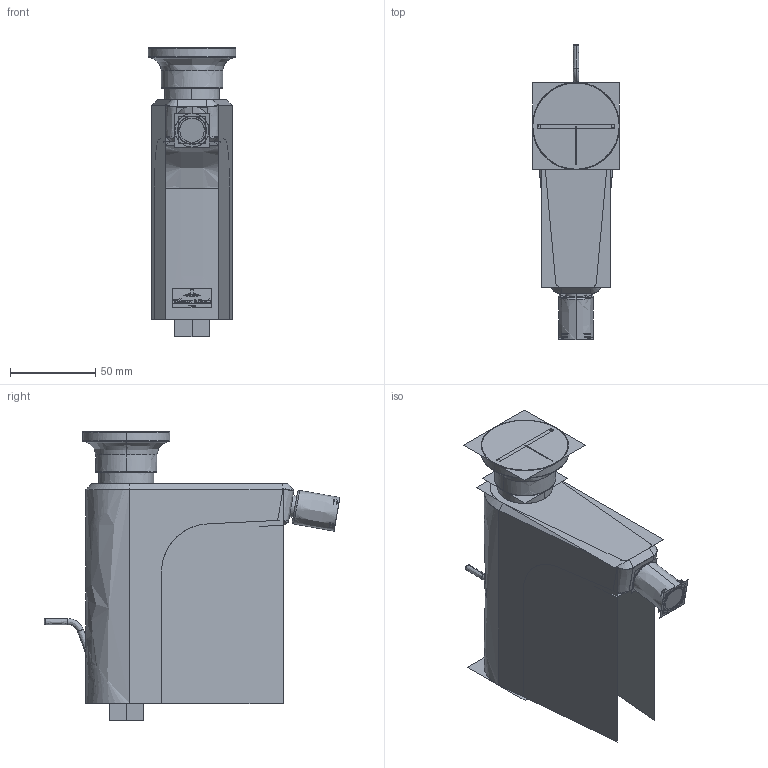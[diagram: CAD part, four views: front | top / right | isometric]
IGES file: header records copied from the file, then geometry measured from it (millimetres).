
Start section: JAMA-IS VERSION  1.0  PTC IGES file: tvb117001000_3dpl.igs
Global section: file name: tvb117001000_3dpl.igs; native system: Creo Parametric by PTC Inc.; preprocessor: 2024253; author: HristovG; organization: Unknown; date: 20260205.102200; units: millimetre
Bounding box: 51.2 x 173.49 x 169.55 mm (x, y, z)
Surface area: 169740.9 mm2 (no closed solid volume)
Topology: 0 solids, 0 shells, 1918 faces, 25847 edges, 33187 vertices
Faces by surface type: bspline 1918
